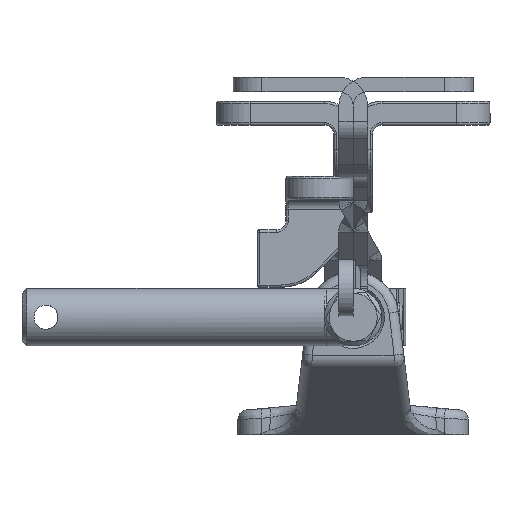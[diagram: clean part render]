
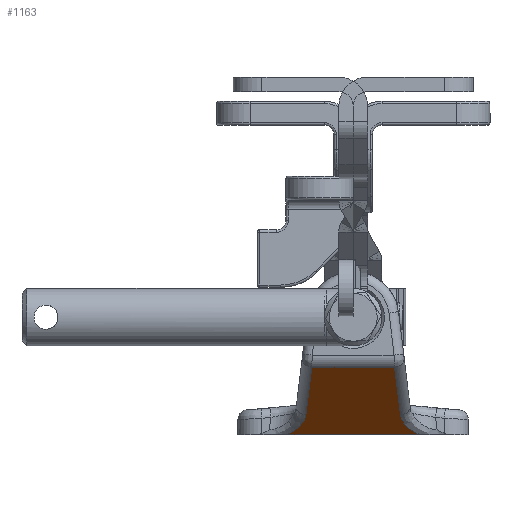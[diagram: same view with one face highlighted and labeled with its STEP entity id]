
A CAD part, left-side view. The second image highlights one B-rep face of the part: STEP entity #1163.
In plain terms, the highlighted planar face has unit normal (-0.563, 0, -0.826).
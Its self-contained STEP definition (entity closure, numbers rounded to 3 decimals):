
#1163 = ADVANCED_FACE( '', ( #2533 ), #2534, .F. );
#2533 = FACE_OUTER_BOUND( '', #4772, .T. );
#2534 = PLANE( '', #4773 );
#4772 = EDGE_LOOP( '', ( #8297, #8298, #8299, #8300, #8301, #8302 ) );
#4773 = AXIS2_PLACEMENT_3D( '', #8303, #8304, #8305 );
#8297 = ORIENTED_EDGE( '', *, *, #10632, .T. );
#8298 = ORIENTED_EDGE( '', *, *, #10754, .T. );
#8299 = ORIENTED_EDGE( '', *, *, #9720, .T. );
#8300 = ORIENTED_EDGE( '', *, *, #10755, .T. );
#8301 = ORIENTED_EDGE( '', *, *, #10330, .F. );
#8302 = ORIENTED_EDGE( '', *, *, #10351, .T. );
#8303 = CARTESIAN_POINT( '', ( 0., -12.58, -9.5 ) );
#8304 = DIRECTION( '', ( 0.563, 0., 0.826 ) );
#8305 = DIRECTION( '', ( 0., -1., 0. ) );
#9720 = EDGE_CURVE( '', #11292, #11293, #11294, .T. );
#10330 = EDGE_CURVE( '', #12255, #12257, #12258, .T. );
#10351 = EDGE_CURVE( '', #12255, #12288, #12290, .T. );
#10632 = EDGE_CURVE( '', #12288, #11025, #12663, .T. );
#10754 = EDGE_CURVE( '', #11025, #11292, #12817, .T. );
#10755 = EDGE_CURVE( '', #11293, #12257, #12818, .T. );
#11025 = VERTEX_POINT( '', #13126 );
#11292 = VERTEX_POINT( '', #13565 );
#11293 = VERTEX_POINT( '', #13566 );
#11294 = LINE( '', #13567, #13568 );
#12255 = VERTEX_POINT( '', #15724 );
#12257 = VERTEX_POINT( '', #15746 );
#12258 = LINE( '', #15747, #15748 );
#12288 = VERTEX_POINT( '', #15820 );
#12290 = B_SPLINE_CURVE_WITH_KNOTS( '', 3, ( #15822, #15823, #15824, #15825, #15826, #15827, #15828, #15829, #15830, #15831, #15832, #15833 ), .UNSPECIFIED., .F., .F., ( 4, 2, 2, 2, 2, 4 ), ( 3.823, 3.907, 4.152, 4.398, 4.644, 4.889 ), .UNSPECIFIED. );
#12663 = LINE( '', #16558, #16559 );
#12817 = LINE( '', #16830, #16831 );
#12818 = B_SPLINE_CURVE_WITH_KNOTS( '', 3, ( #16832, #16833, #16834, #16835, #16836, #16837, #16838, #16839, #16840, #16841, #16842, #16843 ), .UNSPECIFIED., .F., .F., ( 4, 2, 2, 2, 2, 4 ), ( 4.536, 4.781, 5.027, 5.273, 5.518, 5.601 ), .UNSPECIFIED. );
#13126 = CARTESIAN_POINT( '', ( 1.31, -8.63, -10.393 ) );
#13565 = CARTESIAN_POINT( '', ( 1.31, 8.63, -10.393 ) );
#13566 = CARTESIAN_POINT( '', ( 15.873, 9.849, -20.323 ) );
#13567 = CARTESIAN_POINT( '', ( 17.126, 9.954, -21.177 ) );
#13568 = VECTOR( '', #17701, 1000. );
#15724 = CARTESIAN_POINT( '', ( 22., -14.003, -24.5 ) );
#15746 = CARTESIAN_POINT( '', ( 22., 14.003, -24.5 ) );
#15747 = CARTESIAN_POINT( '', ( 22., -12.58, -24.5 ) );
#15748 = VECTOR( '', #18465, 1000. );
#15820 = CARTESIAN_POINT( '', ( 15.873, -9.849, -20.323 ) );
#15822 = CARTESIAN_POINT( '', ( 22., -14.003, -24.5 ) );
#15823 = CARTESIAN_POINT( '', ( 21.906, -13.824, -24.436 ) );
#15824 = CARTESIAN_POINT( '', ( 21.805, -13.648, -24.367 ) );
#15825 = CARTESIAN_POINT( '', ( 21.379, -12.969, -24.077 ) );
#15826 = CARTESIAN_POINT( '', ( 21.002, -12.497, -23.82 ) );
#15827 = CARTESIAN_POINT( '', ( 20.153, -11.649, -23.241 ) );
#15828 = CARTESIAN_POINT( '', ( 19.681, -11.274, -22.919 ) );
#15829 = CARTESIAN_POINT( '', ( 18.671, -10.645, -22.23 ) );
#15830 = CARTESIAN_POINT( '', ( 18.132, -10.39, -21.863 ) );
#15831 = CARTESIAN_POINT( '', ( 17.02, -10.016, -21.104 ) );
#15832 = CARTESIAN_POINT( '', ( 16.447, -9.897, -20.714 ) );
#15833 = CARTESIAN_POINT( '', ( 15.873, -9.849, -20.323 ) );
#16558 = CARTESIAN_POINT( '', ( 2.126, -8.698, -10.95 ) );
#16559 = VECTOR( '', #18794, 1000. );
#16830 = CARTESIAN_POINT( '', ( 1.31, 8.52, -10.393 ) );
#16831 = VECTOR( '', #18931, 1000. );
#16832 = CARTESIAN_POINT( '', ( 15.873, 9.849, -20.323 ) );
#16833 = CARTESIAN_POINT( '', ( 16.447, 9.897, -20.714 ) );
#16834 = CARTESIAN_POINT( '', ( 17.02, 10.016, -21.104 ) );
#16835 = CARTESIAN_POINT( '', ( 18.132, 10.39, -21.863 ) );
#16836 = CARTESIAN_POINT( '', ( 18.671, 10.645, -22.23 ) );
#16837 = CARTESIAN_POINT( '', ( 19.681, 11.274, -22.919 ) );
#16838 = CARTESIAN_POINT( '', ( 20.153, 11.649, -23.241 ) );
#16839 = CARTESIAN_POINT( '', ( 21.002, 12.497, -23.82 ) );
#16840 = CARTESIAN_POINT( '', ( 21.379, 12.969, -24.077 ) );
#16841 = CARTESIAN_POINT( '', ( 21.805, 13.648, -24.367 ) );
#16842 = CARTESIAN_POINT( '', ( 21.906, 13.824, -24.436 ) );
#16843 = CARTESIAN_POINT( '', ( 22., 14.003, -24.5 ) );
#17701 = DIRECTION( '', ( 0.824, 0.069, -0.562 ) );
#18465 = DIRECTION( '', ( 0., 1., 0. ) );
#18794 = DIRECTION( '', ( -0.824, 0.069, 0.562 ) );
#18931 = DIRECTION( '', ( 0., 1., 0. ) );
